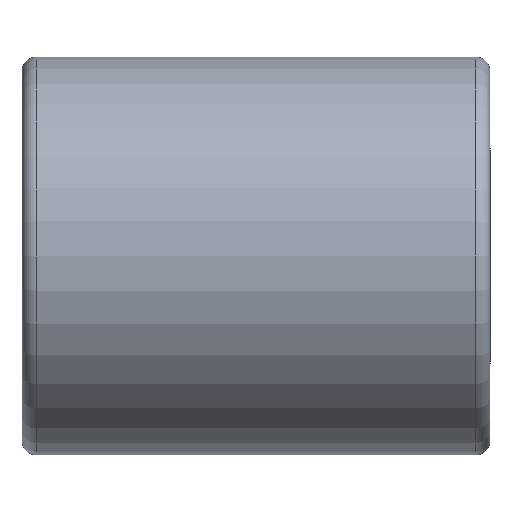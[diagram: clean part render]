
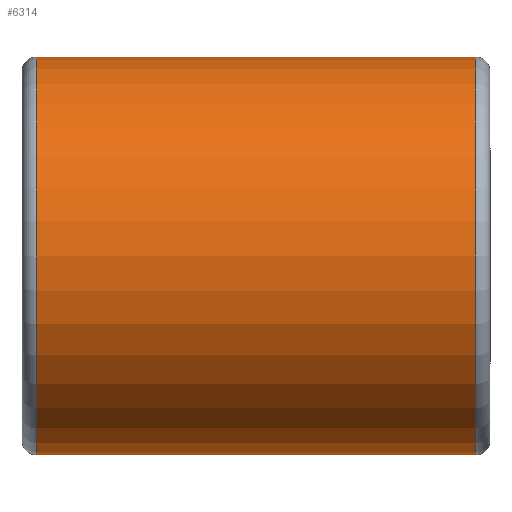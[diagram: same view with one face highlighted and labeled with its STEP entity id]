
A CAD part, front view. The second image highlights one B-rep face of the part: STEP entity #6314.
In plain terms, the highlighted cylindrical face has radius 42.5 mm (diameter 85 mm), a partial arc.
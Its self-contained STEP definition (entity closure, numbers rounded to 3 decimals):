
#79 = AXIS2_PLACEMENT_3D ( 'NONE', #6671, #6381, #4871 ) ;
#1183 = EDGE_CURVE ( 'NONE', #3590, #2505, #3490, .T. ) ;
#1343 = CARTESIAN_POINT ( 'NONE',  ( 0., 0., 0. ) ) ;
#1383 = VECTOR ( 'NONE', #6495, 1000. ) ;
#1420 = CARTESIAN_POINT ( 'NONE',  ( 3., 0., -42.5 ) ) ;
#1569 = CARTESIAN_POINT ( 'NONE',  ( 0., 0., 42.5 ) ) ;
#1901 = ORIENTED_EDGE ( 'NONE', *, *, #1183, .T. ) ;
#2454 = CARTESIAN_POINT ( 'NONE',  ( 3., 0., 42.5 ) ) ;
#2505 = VERTEX_POINT ( 'NONE', #2454 ) ;
#2715 = EDGE_CURVE ( 'NONE', #3501, #3590, #2809, .T. ) ;
#2809 = CIRCLE ( 'NONE', #79, 42.5 ) ;
#2980 = CARTESIAN_POINT ( 'NONE',  ( 3., 0., 0. ) ) ;
#3490 = LINE ( 'NONE', #1569, #1383 ) ;
#3501 = VERTEX_POINT ( 'NONE', #4349 ) ;
#3590 = VERTEX_POINT ( 'NONE', #3849 ) ;
#3771 = EDGE_CURVE ( 'NONE', #2505, #5899, #5431, .T. ) ;
#3849 = CARTESIAN_POINT ( 'NONE',  ( 97., 0., 42.5 ) ) ;
#4122 = DIRECTION ( 'NONE',  ( -1., 0., 0. ) ) ;
#4332 = DIRECTION ( 'NONE',  ( 0., 0., 1. ) ) ;
#4349 = CARTESIAN_POINT ( 'NONE',  ( 97., 0., -42.5 ) ) ;
#4429 = CARTESIAN_POINT ( 'NONE',  ( 0., 0., -42.5 ) ) ;
#4452 = EDGE_LOOP ( 'NONE', ( #4770, #5467, #1901, #4953 ) ) ;
#4753 = EDGE_CURVE ( 'NONE', #3501, #5899, #6208, .T. ) ;
#4770 = ORIENTED_EDGE ( 'NONE', *, *, #4753, .F. ) ;
#4844 = VECTOR ( 'NONE', #5449, 1000. ) ;
#4871 = DIRECTION ( 'NONE',  ( 0., 0., 1. ) ) ;
#4953 = ORIENTED_EDGE ( 'NONE', *, *, #3771, .T. ) ;
#5055 = DIRECTION ( 'NONE',  ( 0., 0., -1. ) ) ;
#5272 = AXIS2_PLACEMENT_3D ( 'NONE', #1343, #4122, #4332 ) ;
#5301 = AXIS2_PLACEMENT_3D ( 'NONE', #2980, #6591, #5055 ) ;
#5431 = CIRCLE ( 'NONE', #5301, 42.5 ) ;
#5449 = DIRECTION ( 'NONE',  ( -1., 0., 0. ) ) ;
#5467 = ORIENTED_EDGE ( 'NONE', *, *, #2715, .T. ) ;
#5871 = FACE_OUTER_BOUND ( 'NONE', #4452, .T. ) ;
#5899 = VERTEX_POINT ( 'NONE', #1420 ) ;
#6208 = LINE ( 'NONE', #4429, #4844 ) ;
#6314 = ADVANCED_FACE ( 'NONE', ( #5871 ), #6614, .T. ) ;
#6381 = DIRECTION ( 'NONE',  ( -1., 0., 0. ) ) ;
#6495 = DIRECTION ( 'NONE',  ( -1., 0., 0. ) ) ;
#6591 = DIRECTION ( 'NONE',  ( 1., 0., 0. ) ) ;
#6614 = CYLINDRICAL_SURFACE ( 'NONE', #5272, 42.5 ) ;
#6671 = CARTESIAN_POINT ( 'NONE',  ( 97., 0., 0. ) ) ;
